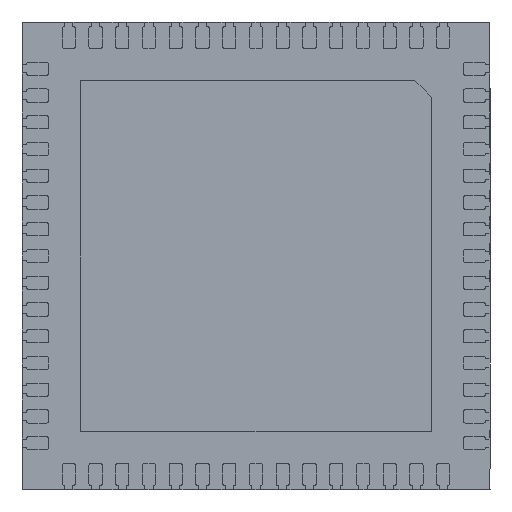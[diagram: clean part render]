
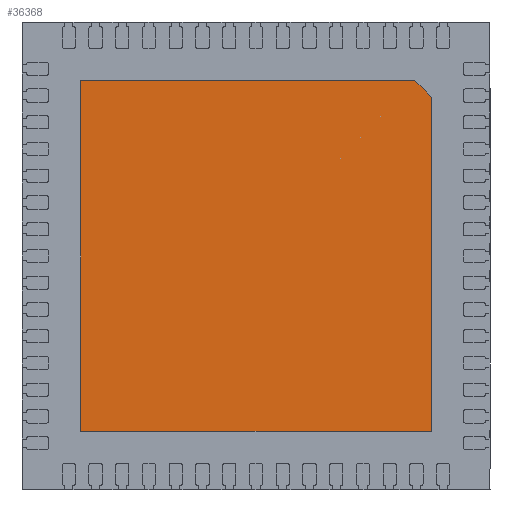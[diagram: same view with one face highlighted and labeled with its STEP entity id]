
A CAD part, front view. The second image highlights one B-rep face of the part: STEP entity #36368.
In plain terms, the highlighted planar face has unit normal (0, -1, 0).
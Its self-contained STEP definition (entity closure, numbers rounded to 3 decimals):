
#2469 = DIRECTION ( 'NONE',  ( 0., 0., 1. ) ) ;
#2485 = LINE ( 'NONE', #40931, #35401 ) ;
#3045 = DIRECTION ( 'NONE',  ( -1., 0., 0. ) ) ;
#3617 = EDGE_CURVE ( 'NONE', #5304, #39559, #23377, .T. ) ;
#4176 = DIRECTION ( 'NONE',  ( 0.707, 0., -0.707 ) ) ;
#4223 = LINE ( 'NONE', #39952, #7325 ) ;
#4779 = DIRECTION ( 'NONE',  ( 0., 0., -1. ) ) ;
#5304 = VERTEX_POINT ( 'NONE', #35541 ) ;
#7325 = VECTOR ( 'NONE', #36891, 1000. ) ;
#11271 = VERTEX_POINT ( 'NONE', #25344 ) ;
#11676 = CARTESIAN_POINT ( 'NONE',  ( 2.625, -0.05, -2.625 ) ) ;
#12682 = ORIENTED_EDGE ( 'NONE', *, *, #32233, .F. ) ;
#12881 = CARTESIAN_POINT ( 'NONE',  ( -2.625, -0.05, -2.625 ) ) ;
#12923 = EDGE_LOOP ( 'NONE', ( #20660, #16146, #12682, #23129, #27800 ) ) ;
#14573 = VECTOR ( 'NONE', #26972, 1000. ) ;
#16146 = ORIENTED_EDGE ( 'NONE', *, *, #33723, .F. ) ;
#16229 = FACE_OUTER_BOUND ( 'NONE', #12923, .T. ) ;
#18148 = VERTEX_POINT ( 'NONE', #19082 ) ;
#19082 = CARTESIAN_POINT ( 'NONE',  ( 2.625, -0.05, -2.625 ) ) ;
#19139 = VECTOR ( 'NONE', #3045, 1000. ) ;
#19539 = EDGE_CURVE ( 'NONE', #31071, #11271, #2485, .T. ) ;
#20660 = ORIENTED_EDGE ( 'NONE', *, *, #3617, .F. ) ;
#22599 = PLANE ( 'NONE',  #22628 ) ;
#22628 = AXIS2_PLACEMENT_3D ( 'NONE', #38805, #28736, #2469 ) ;
#23129 = ORIENTED_EDGE ( 'NONE', *, *, #19539, .F. ) ;
#23377 = LINE ( 'NONE', #27119, #14573 ) ;
#23457 = EDGE_CURVE ( 'NONE', #39559, #31071, #4223, .T. ) ;
#25344 = CARTESIAN_POINT ( 'NONE',  ( 2.625, -0.05, 2.375 ) ) ;
#26972 = DIRECTION ( 'NONE',  ( 0., 0., 1. ) ) ;
#27119 = CARTESIAN_POINT ( 'NONE',  ( -2.625, -0.05, 2.625 ) ) ;
#27800 = ORIENTED_EDGE ( 'NONE', *, *, #23457, .F. ) ;
#28166 = VECTOR ( 'NONE', #4779, 1000. ) ;
#28736 = DIRECTION ( 'NONE',  ( 0., 1., 0. ) ) ;
#31071 = VERTEX_POINT ( 'NONE', #31129 ) ;
#31129 = CARTESIAN_POINT ( 'NONE',  ( 2.375, -0.05, 2.625 ) ) ;
#32185 = LINE ( 'NONE', #12881, #19139 ) ;
#32233 = EDGE_CURVE ( 'NONE', #11271, #18148, #37056, .T. ) ;
#33723 = EDGE_CURVE ( 'NONE', #18148, #5304, #32185, .T. ) ;
#35401 = VECTOR ( 'NONE', #4176, 1000. ) ;
#35541 = CARTESIAN_POINT ( 'NONE',  ( -2.625, -0.05, -2.625 ) ) ;
#36368 = ADVANCED_FACE ( 'NONE', ( #16229 ), #22599, .F. ) ;
#36891 = DIRECTION ( 'NONE',  ( 1., 0., 0. ) ) ;
#37056 = LINE ( 'NONE', #11676, #28166 ) ;
#38805 = CARTESIAN_POINT ( 'NONE',  ( 0., -0.05, 0. ) ) ;
#39559 = VERTEX_POINT ( 'NONE', #42897 ) ;
#39952 = CARTESIAN_POINT ( 'NONE',  ( 2.375, -0.05, 2.625 ) ) ;
#40931 = CARTESIAN_POINT ( 'NONE',  ( 2.625, -0.05, 2.375 ) ) ;
#42897 = CARTESIAN_POINT ( 'NONE',  ( -2.625, -0.05, 2.625 ) ) ;
